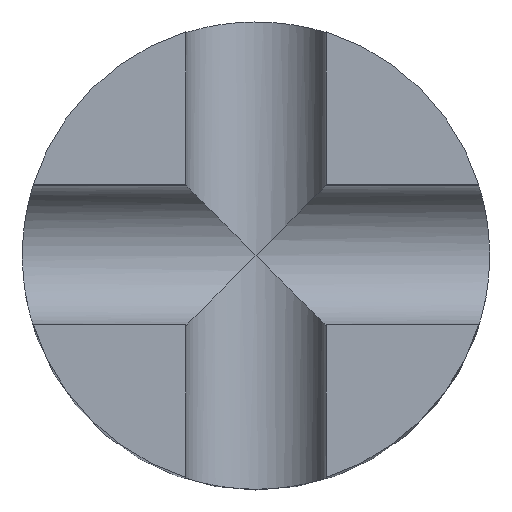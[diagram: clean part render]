
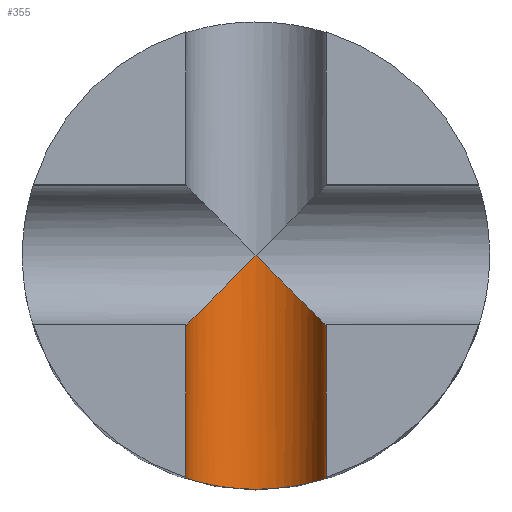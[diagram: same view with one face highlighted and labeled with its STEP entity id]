
A CAD part, top view. The second image highlights one B-rep face of the part: STEP entity #355.
In plain terms, the highlighted cylindrical face has radius 3 mm (diameter 6 mm), a partial arc.
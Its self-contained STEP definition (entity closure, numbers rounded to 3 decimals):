
#31 = CARTESIAN_POINT ( 'NONE',  ( 2.694, -9.631, 23.666 ) ) ;
#33 = VECTOR ( 'NONE', #754, 1000. ) ;
#42 = VERTEX_POINT ( 'NONE', #524 ) ;
#48 = CARTESIAN_POINT ( 'NONE',  ( -0.194, -10., 22. ) ) ;
#54 = CARTESIAN_POINT ( 'NONE',  ( 3., -22.5, 25. ) ) ;
#73 = VERTEX_POINT ( 'NONE', #299 ) ;
#98 = ORIENTED_EDGE ( 'NONE', *, *, #578, .T. ) ;
#99 = CARTESIAN_POINT ( 'NONE',  ( 0.2, -10., 22. ) ) ;
#106 = CARTESIAN_POINT ( 'NONE',  ( -0.967, -9.955, 22.153 ) ) ;
#114 = CARTESIAN_POINT ( 'NONE',  ( 0., 0., 22. ) ) ;
#115 = VERTEX_POINT ( 'NONE', #171 ) ;
#143 =( BOUNDED_CURVE ( )  B_SPLINE_CURVE ( 3, ( #489, #419, #497, #114 ),
 .UNSPECIFIED., .F., .F. ) 
 B_SPLINE_CURVE_WITH_KNOTS ( ( 4, 4 ),
 ( 3.142, 4.712 ),
 .UNSPECIFIED. ) 
 CURVE ( )  GEOMETRIC_REPRESENTATION_ITEM ( )  RATIONAL_B_SPLINE_CURVE ( ( 1., 0.805, 0.805, 1. ) ) 
 REPRESENTATION_ITEM ( '' )  );
#152 = EDGE_CURVE ( 'NONE', #115, #73, #143, .T. ) ;
#162 = CARTESIAN_POINT ( 'NONE',  ( 2.385, -9.712, 23.169 ) ) ;
#168 = CARTESIAN_POINT ( 'NONE',  ( -3., -9.539, 25. ) ) ;
#171 = CARTESIAN_POINT ( 'NONE',  ( 3., -3., 25. ) ) ;
#191 = EDGE_CURVE ( 'NONE', #42, #115, #432, .T. ) ;
#211 = CARTESIAN_POINT ( 'NONE',  ( -3., -9.539, 25. ) ) ;
#215 = ORIENTED_EDGE ( 'NONE', *, *, #152, .T. ) ;
#221 = CARTESIAN_POINT ( 'NONE',  ( -3., -9.539, 24.801 ) ) ;
#227 = CARTESIAN_POINT ( 'NONE',  ( 2.602, -9.656, 23.494 ) ) ;
#234 = CARTESIAN_POINT ( 'NONE',  ( -1.83, -9.833, 22.614 ) ) ;
#235 = CARTESIAN_POINT ( 'NONE',  ( -3., -3., 25. ) ) ;
#242 = VECTOR ( 'NONE', #358, 1000. ) ;
#255 = DIRECTION ( 'NONE',  ( 0., 1., 0. ) ) ;
#284 = CARTESIAN_POINT ( 'NONE',  ( -3., -3., 25. ) ) ;
#293 = CARTESIAN_POINT ( 'NONE',  ( -2.694, -9.631, 23.666 ) ) ;
#299 = CARTESIAN_POINT ( 'NONE',  ( 0., 0., 22. ) ) ;
#326 = CYLINDRICAL_SURFACE ( 'NONE', #344, 3. ) ;
#330 = CARTESIAN_POINT ( 'NONE',  ( 3., -9.539, 25. ) ) ;
#334 = CARTESIAN_POINT ( 'NONE',  ( 2.903, -9.569, 24.22 ) ) ;
#337 = CARTESIAN_POINT ( 'NONE',  ( 2.98, -9.546, 24.605 ) ) ;
#339 = CARTESIAN_POINT ( 'NONE',  ( -3., -22.5, 25. ) ) ;
#344 = AXIS2_PLACEMENT_3D ( 'NONE', #684, #255, #504 ) ;
#350 = CARTESIAN_POINT ( 'NONE',  ( -0.78, -9.971, 22.096 ) ) ;
#355 = ADVANCED_FACE ( 'NONE', ( #615 ), #326, .F. ) ;
#356 = CARTESIAN_POINT ( 'NONE',  ( -2.6, -9.657, 23.49 ) ) ;
#358 = DIRECTION ( 'NONE',  ( 0., 1., 0. ) ) ;
#362 = CARTESIAN_POINT ( 'NONE',  ( -1.982, -9.803, 22.74 ) ) ;
#392 = LINE ( 'NONE', #339, #33 ) ;
#412 = CARTESIAN_POINT ( 'NONE',  ( 0.395, -9.994, 22.02 ) ) ;
#417 = CARTESIAN_POINT ( 'NONE',  ( 2.259, -9.743, 23.016 ) ) ;
#419 = CARTESIAN_POINT ( 'NONE',  ( 3., -3., 23.243 ) ) ;
#420 = ORIENTED_EDGE ( 'NONE', *, *, #191, .T. ) ;
#430 = VERTEX_POINT ( 'NONE', #211 ) ;
#432 = LINE ( 'NONE', #54, #242 ) ;
#471 = CARTESIAN_POINT ( 'NONE',  ( 0.783, -9.971, 22.097 ) ) ;
#476 = CARTESIAN_POINT ( 'NONE',  ( -2.383, -9.713, 23.167 ) ) ;
#483 = CARTESIAN_POINT ( 'NONE',  ( -2.98, -9.546, 24.601 ) ) ;
#489 = CARTESIAN_POINT ( 'NONE',  ( 3., -3., 25. ) ) ;
#497 = CARTESIAN_POINT ( 'NONE',  ( 1.757, -1.757, 22. ) ) ;
#502 =( BOUNDED_CURVE ( )  B_SPLINE_CURVE ( 3, ( #723, #716, #782, #235 ),
 .UNSPECIFIED., .F., .T. ) 
 B_SPLINE_CURVE_WITH_KNOTS ( ( 4, 4 ),
 ( 1.571, 3.142 ),
 .UNSPECIFIED. ) 
 CURVE ( )  GEOMETRIC_REPRESENTATION_ITEM ( )  RATIONAL_B_SPLINE_CURVE ( ( 1., 0.805, 0.805, 1. ) ) 
 REPRESENTATION_ITEM ( '' )  );
#504 = DIRECTION ( 'NONE',  ( 0., 0., 1. ) ) ;
#515 = ORIENTED_EDGE ( 'NONE', *, *, #530, .F. ) ;
#521 = CARTESIAN_POINT ( 'NONE',  ( 2.845, -9.587, 24.029 ) ) ;
#523 = EDGE_CURVE ( 'NONE', #430, #626, #392, .T. ) ;
#524 = CARTESIAN_POINT ( 'NONE',  ( 3., -9.539, 25. ) ) ;
#530 = EDGE_CURVE ( 'NONE', #42, #430, #711, .T. ) ;
#540 = CARTESIAN_POINT ( 'NONE',  ( -1.506, -9.887, 22.398 ) ) ;
#546 = CARTESIAN_POINT ( 'NONE',  ( -1.332, -9.913, 22.305 ) ) ;
#578 = EDGE_CURVE ( 'NONE', #73, #626, #502, .T. ) ;
#615 = FACE_OUTER_BOUND ( 'NONE', #628, .T. ) ;
#626 = VERTEX_POINT ( 'NONE', #284 ) ;
#628 = EDGE_LOOP ( 'NONE', ( #215, #98, #658, #515, #420 ) ) ;
#634 = CARTESIAN_POINT ( 'NONE',  ( 3., -9.539, 24.801 ) ) ;
#649 = CARTESIAN_POINT ( 'NONE',  ( -2.845, -9.587, 24.027 ) ) ;
#653 = CARTESIAN_POINT ( 'NONE',  ( 0.973, -9.954, 22.156 ) ) ;
#658 = ORIENTED_EDGE ( 'NONE', *, *, #523, .F. ) ;
#662 = CARTESIAN_POINT ( 'NONE',  ( -0.394, -9.994, 22.019 ) ) ;
#684 = CARTESIAN_POINT ( 'NONE',  ( 0., -22.5, 25. ) ) ;
#711 = B_SPLINE_CURVE_WITH_KNOTS ( 'NONE', 3,
 ( #330, #634, #337, #334, #521, #31, #227, #162, #417, #722, #712, #653, #471, #412, #99, #48, #662, #350, #106, #546, #540, #234, #362, #715, #476, #356, #293, #649, #781, #483, #221, #168 ),
 .UNSPECIFIED., .F., .F.,
 ( 4, 2, 2, 2, 2, 2, 2, 2, 2, 2, 2, 2, 2, 2, 2, 4 ),
 ( 0., 0.001, 0.001, 0.002, 0.002, 0.004, 0.004, 0.005, 0.005, 0.006, 0.006, 0.007, 0.008, 0.008, 0.009, 0.009 ),
 .UNSPECIFIED. ) ;
#712 = CARTESIAN_POINT ( 'NONE',  ( 1.514, -9.891, 22.381 ) ) ;
#715 = CARTESIAN_POINT ( 'NONE',  ( -2.259, -9.743, 23.016 ) ) ;
#716 = CARTESIAN_POINT ( 'NONE',  ( -1.757, -1.757, 22. ) ) ;
#722 = CARTESIAN_POINT ( 'NONE',  ( 1.847, -9.832, 22.604 ) ) ;
#723 = CARTESIAN_POINT ( 'NONE',  ( 0., 0., 22. ) ) ;
#754 = DIRECTION ( 'NONE',  ( 0., 1., 0. ) ) ;
#781 = CARTESIAN_POINT ( 'NONE',  ( -2.902, -9.57, 24.214 ) ) ;
#782 = CARTESIAN_POINT ( 'NONE',  ( -3., -3., 23.243 ) ) ;
